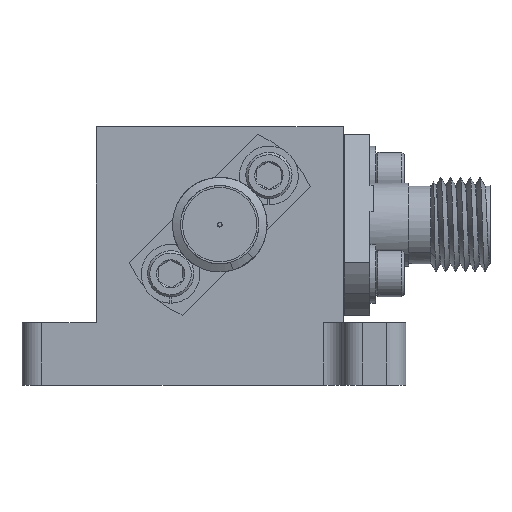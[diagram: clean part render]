
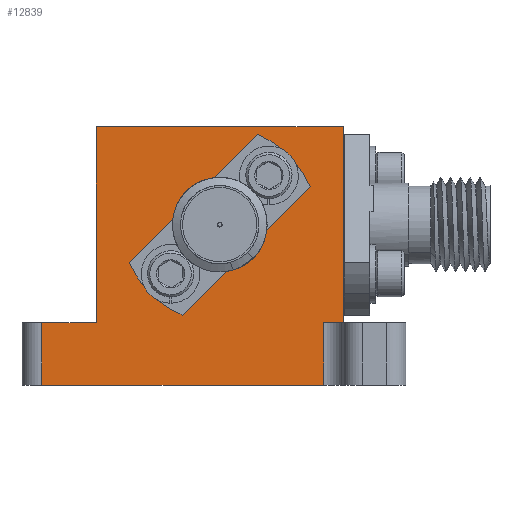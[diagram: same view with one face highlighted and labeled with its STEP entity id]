
A CAD part, left-side view. The second image highlights one B-rep face of the part: STEP entity #12839.
In plain terms, the highlighted planar face has unit normal (-1, 0, 0).
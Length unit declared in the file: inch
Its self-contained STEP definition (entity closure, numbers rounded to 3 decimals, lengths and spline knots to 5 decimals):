
#178 = CARTESIAN_POINT ( 'NONE',  ( -0.255, -0.41, 0.66 ) ) ;
#1568 = LINE ( 'NONE', #4602, #26983 ) ;
#1656 = VECTOR ( 'NONE', #8438, 39.37008 ) ;
#1740 = CIRCLE ( 'NONE', #3852, 0.05 ) ;
#1749 = DIRECTION ( 'NONE',  ( -1., 0., 0. ) ) ;
#2677 = VERTEX_POINT ( 'NONE', #18333 ) ;
#2791 = EDGE_CURVE ( 'NONE', #4065, #26167, #34371, .T. ) ;
#3209 = CARTESIAN_POINT ( 'NONE',  ( -0.255, -0.36, 0.16 ) ) ;
#3293 = CIRCLE ( 'NONE', #34190, 0.005 ) ;
#3852 = AXIS2_PLACEMENT_3D ( 'NONE', #21782, #8548, #16427 ) ;
#3954 = ORIENTED_EDGE ( 'NONE', *, *, #35362, .F. ) ;
#4065 = VERTEX_POINT ( 'NONE', #26045 ) ;
#4441 = VERTEX_POINT ( 'NONE', #11737 ) ;
#4602 = CARTESIAN_POINT ( 'NONE',  ( -0.255, -0.41, 0.16 ) ) ;
#4748 = VECTOR ( 'NONE', #16557, 39.37008 ) ;
#4894 = AXIS2_PLACEMENT_3D ( 'NONE', #9657, #1749, #13325 ) ;
#6253 = EDGE_CURVE ( 'NONE', #22345, #31675, #26824, .T. ) ;
#6905 = EDGE_CURVE ( 'NONE', #31161, #9669, #11870, .T. ) ;
#7039 = ORIENTED_EDGE ( 'NONE', *, *, #6253, .T. ) ;
#7110 = DIRECTION ( 'NONE',  ( 1., 0., 0. ) ) ;
#8325 = DIRECTION ( 'NONE',  ( 0., -1., 0. ) ) ;
#8438 = DIRECTION ( 'NONE',  ( 0., 0., -1. ) ) ;
#8548 = DIRECTION ( 'NONE',  ( -1., 0., 0. ) ) ;
#8567 = VECTOR ( 'NONE', #31462, 39.37008 ) ;
#8666 = EDGE_LOOP ( 'NONE', ( #27113, #14954, #11910, #7039, #15683, #12139, #3954, #19066 ) ) ;
#8923 = CIRCLE ( 'NONE', #17922, 0.05 ) ;
#9261 = CARTESIAN_POINT ( 'NONE',  ( -0.255, 0.36, 0.16 ) ) ;
#9466 = FACE_OUTER_BOUND ( 'NONE', #8666, .T. ) ;
#9657 = CARTESIAN_POINT ( 'NONE',  ( -0.255, -0.22051, 0.53551 ) ) ;
#9669 = VERTEX_POINT ( 'NONE', #32999 ) ;
#9975 = EDGE_CURVE ( 'NONE', #9669, #31161, #8923, .T. ) ;
#10263 = CARTESIAN_POINT ( 'NONE',  ( -0.255, -0.41, 0.66 ) ) ;
#10366 = VERTEX_POINT ( 'NONE', #14592 ) ;
#10773 = CARTESIAN_POINT ( 'NONE',  ( -0.255, -0.36, 0.16 ) ) ;
#11565 = CARTESIAN_POINT ( 'NONE',  ( -0.255, -0.01949, 0.28449 ) ) ;
#11737 = CARTESIAN_POINT ( 'NONE',  ( -0.255, 0.36, 0. ) ) ;
#11870 = CIRCLE ( 'NONE', #32519, 0.05 ) ;
#11910 = ORIENTED_EDGE ( 'NONE', *, *, #15395, .T. ) ;
#12007 = CARTESIAN_POINT ( 'NONE',  ( -0.255, 0.03051, 0.28449 ) ) ;
#12139 = ORIENTED_EDGE ( 'NONE', *, *, #15266, .F. ) ;
#12582 = CARTESIAN_POINT ( 'NONE',  ( -0.255, -0.095, 0.41 ) ) ;
#12839 = ADVANCED_FACE ( 'NONE', ( #20341, #25741, #28908, #9466 ), #34381, .F. ) ;
#12904 = EDGE_LOOP ( 'NONE', ( #21476, #14294 ) ) ;
#12912 = LINE ( 'NONE', #178, #4748 ) ;
#13325 = DIRECTION ( 'NONE',  ( 0., -1., 0. ) ) ;
#13858 = CARTESIAN_POINT ( 'NONE',  ( -0.255, 0.22, 0.16 ) ) ;
#14294 = ORIENTED_EDGE ( 'NONE', *, *, #23363, .F. ) ;
#14300 = VECTOR ( 'NONE', #21340, 39.37008 ) ;
#14592 = CARTESIAN_POINT ( 'NONE',  ( -0.255, -0.41, 0.66 ) ) ;
#14772 = EDGE_CURVE ( 'NONE', #28631, #21719, #1740, .T. ) ;
#14817 = CARTESIAN_POINT ( 'NONE',  ( -0.255, -0.17051, 0.53551 ) ) ;
#14954 = ORIENTED_EDGE ( 'NONE', *, *, #22864, .T. ) ;
#15266 = EDGE_CURVE ( 'NONE', #10366, #2677, #12912, .T. ) ;
#15341 = DIRECTION ( 'NONE',  ( 0., 0., -1. ) ) ;
#15395 = EDGE_CURVE ( 'NONE', #4441, #22345, #29857, .T. ) ;
#15482 = CIRCLE ( 'NONE', #23721, 0.005 ) ;
#15683 = ORIENTED_EDGE ( 'NONE', *, *, #26531, .T. ) ;
#15877 = EDGE_CURVE ( 'NONE', #22534, #26167, #18105, .T. ) ;
#16356 = EDGE_CURVE ( 'NONE', #25405, #21846, #3293, .T. ) ;
#16427 = DIRECTION ( 'NONE',  ( 0., -1., 0. ) ) ;
#16557 = DIRECTION ( 'NONE',  ( 0., 0., -1. ) ) ;
#17734 = CARTESIAN_POINT ( 'NONE',  ( -0.255, -0.41, 0. ) ) ;
#17922 = AXIS2_PLACEMENT_3D ( 'NONE', #12007, #19825, #8325 ) ;
#18105 = LINE ( 'NONE', #25911, #1656 ) ;
#18260 = AXIS2_PLACEMENT_3D ( 'NONE', #23394, #7110, #19774 ) ;
#18333 = CARTESIAN_POINT ( 'NONE',  ( -0.255, -0.41, 0.16 ) ) ;
#18460 = DIRECTION ( 'NONE',  ( -1., 0., 0. ) ) ;
#18562 = DIRECTION ( 'NONE',  ( 0., -1., 0. ) ) ;
#19066 = ORIENTED_EDGE ( 'NONE', *, *, #15877, .T. ) ;
#19548 = DIRECTION ( 'NONE',  ( -1., 0., 0. ) ) ;
#19560 = DIRECTION ( 'NONE',  ( 0., -1., 0. ) ) ;
#19774 = DIRECTION ( 'NONE',  ( 0., 1., 0. ) ) ;
#19825 = DIRECTION ( 'NONE',  ( -1., 0., 0. ) ) ;
#20341 = FACE_BOUND ( 'NONE', #28612, .T. ) ;
#21340 = DIRECTION ( 'NONE',  ( 0., 0., 1. ) ) ;
#21476 = ORIENTED_EDGE ( 'NONE', *, *, #16356, .F. ) ;
#21719 = VERTEX_POINT ( 'NONE', #14817 ) ;
#21782 = CARTESIAN_POINT ( 'NONE',  ( -0.255, -0.22051, 0.53551 ) ) ;
#21846 = VERTEX_POINT ( 'NONE', #32444 ) ;
#22345 = VERTEX_POINT ( 'NONE', #35146 ) ;
#22509 = CARTESIAN_POINT ( 'NONE',  ( -0.255, -0.1, 0.41 ) ) ;
#22534 = VERTEX_POINT ( 'NONE', #28508 ) ;
#22864 = EDGE_CURVE ( 'NONE', #4065, #4441, #27977, .T. ) ;
#23363 = EDGE_CURVE ( 'NONE', #21846, #25405, #15482, .T. ) ;
#23394 = CARTESIAN_POINT ( 'NONE',  ( -0.255, -0.41, 0.16 ) ) ;
#23721 = AXIS2_PLACEMENT_3D ( 'NONE', #24485, #18460, #34286 ) ;
#24105 = EDGE_CURVE ( 'NONE', #21719, #28631, #32321, .T. ) ;
#24361 = DIRECTION ( 'NONE',  ( 0., -1., 0. ) ) ;
#24485 = CARTESIAN_POINT ( 'NONE',  ( -0.255, -0.095, 0.41 ) ) ;
#25011 = EDGE_LOOP ( 'NONE', ( #37046, #33274 ) ) ;
#25299 = ORIENTED_EDGE ( 'NONE', *, *, #6905, .F. ) ;
#25303 = CARTESIAN_POINT ( 'NONE',  ( -0.255, 0.03051, 0.28449 ) ) ;
#25405 = VERTEX_POINT ( 'NONE', #22509 ) ;
#25741 = FACE_BOUND ( 'NONE', #25011, .T. ) ;
#25775 = DIRECTION ( 'NONE',  ( 0., -1., 0. ) ) ;
#25911 = CARTESIAN_POINT ( 'NONE',  ( -0.255, 0.22, 0.66 ) ) ;
#26045 = CARTESIAN_POINT ( 'NONE',  ( -0.255, 0.36, 0.16 ) ) ;
#26167 = VERTEX_POINT ( 'NONE', #13858 ) ;
#26278 = CARTESIAN_POINT ( 'NONE',  ( -0.255, -0.27051, 0.53551 ) ) ;
#26531 = EDGE_CURVE ( 'NONE', #31675, #2677, #1568, .T. ) ;
#26556 = LINE ( 'NONE', #10263, #8567 ) ;
#26824 = LINE ( 'NONE', #3209, #14300 ) ;
#26983 = VECTOR ( 'NONE', #25775, 39.37008 ) ;
#27113 = ORIENTED_EDGE ( 'NONE', *, *, #2791, .F. ) ;
#27977 = LINE ( 'NONE', #9261, #31558 ) ;
#28508 = CARTESIAN_POINT ( 'NONE',  ( -0.255, 0.22, 0.66 ) ) ;
#28612 = EDGE_LOOP ( 'NONE', ( #25299, #36471 ) ) ;
#28631 = VERTEX_POINT ( 'NONE', #26278 ) ;
#28759 = VECTOR ( 'NONE', #18562, 39.37008 ) ;
#28908 = FACE_BOUND ( 'NONE', #12904, .T. ) ;
#29153 = VECTOR ( 'NONE', #19560, 39.37008 ) ;
#29857 = LINE ( 'NONE', #17734, #29153 ) ;
#31161 = VERTEX_POINT ( 'NONE', #11565 ) ;
#31462 = DIRECTION ( 'NONE',  ( 0., -1., 0. ) ) ;
#31558 = VECTOR ( 'NONE', #15341, 39.37008 ) ;
#31675 = VERTEX_POINT ( 'NONE', #10773 ) ;
#31944 = CARTESIAN_POINT ( 'NONE',  ( -0.255, -0.41, 0.16 ) ) ;
#32321 = CIRCLE ( 'NONE', #4894, 0.05 ) ;
#32444 = CARTESIAN_POINT ( 'NONE',  ( -0.255, -0.09, 0.41 ) ) ;
#32519 = AXIS2_PLACEMENT_3D ( 'NONE', #25303, #32670, #37549 ) ;
#32670 = DIRECTION ( 'NONE',  ( -1., 0., 0. ) ) ;
#32999 = CARTESIAN_POINT ( 'NONE',  ( -0.255, 0.08051, 0.28449 ) ) ;
#33274 = ORIENTED_EDGE ( 'NONE', *, *, #24105, .F. ) ;
#34190 = AXIS2_PLACEMENT_3D ( 'NONE', #12582, #19548, #24361 ) ;
#34286 = DIRECTION ( 'NONE',  ( 0., -1., 0. ) ) ;
#34371 = LINE ( 'NONE', #31944, #28759 ) ;
#34381 = PLANE ( 'NONE',  #18260 ) ;
#35146 = CARTESIAN_POINT ( 'NONE',  ( -0.255, -0.36, 0. ) ) ;
#35362 = EDGE_CURVE ( 'NONE', #22534, #10366, #26556, .T. ) ;
#36471 = ORIENTED_EDGE ( 'NONE', *, *, #9975, .F. ) ;
#37046 = ORIENTED_EDGE ( 'NONE', *, *, #14772, .F. ) ;
#37549 = DIRECTION ( 'NONE',  ( 0., -1., 0. ) ) ;
